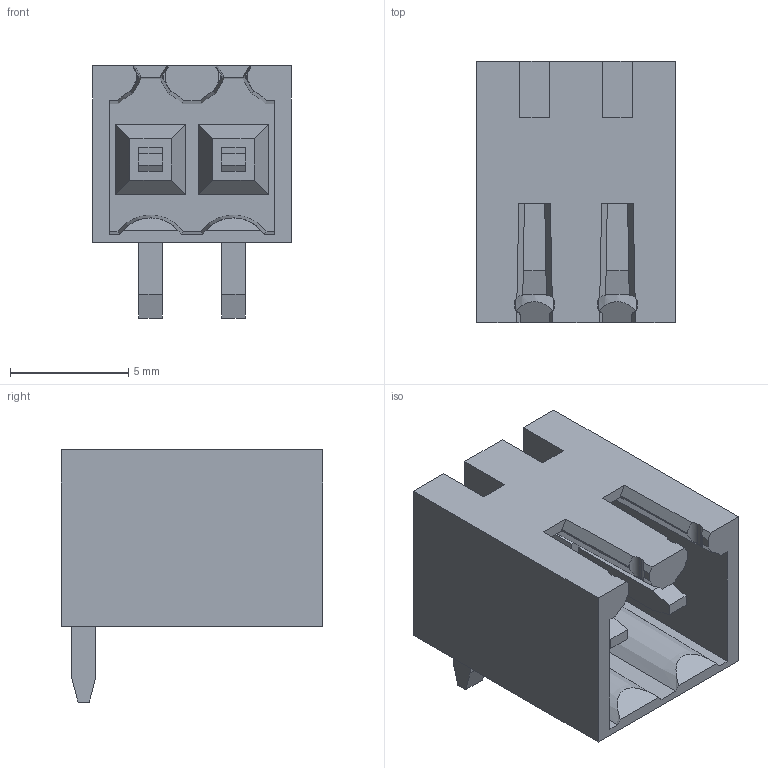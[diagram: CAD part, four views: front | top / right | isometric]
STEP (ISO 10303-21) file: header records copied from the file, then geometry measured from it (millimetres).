
FILE_DESCRIPTION((''),'2;1');
FILE_NAME('WEIDMULLER_1605070000.stp','2013-02-04T17:15:49',(''),(''),'Mechanical Desktop 2011','Mechanical Desktop 2011',', , ');
FILE_SCHEMA(('AUTOMOTIVE_DESIGN { 1 2 10303 214 1 1 1 1 }'));
Length unit declared in the file: millimetre
Products named in the file (1): Product
Bounding box: 8.4 x 11.05 x 10.65 mm (x, y, z)
Volume: 368.2 mm3; surface area: 873.8 mm2
Topology: 5 solids, 5 shells, 138 faces, 378 edges, 252 vertices
Faces by surface type: plane 104, cylinder 16, bspline 12, cone 6
Entity records: 4394 total; most frequent: CARTESIAN_POINT 829, ORIENTED_EDGE 756, DIRECTION 684, EDGE_CURVE 378, VECTOR 302, LINE 302, VERTEX_POINT 252, AXIS2_PLACEMENT_3D 191
